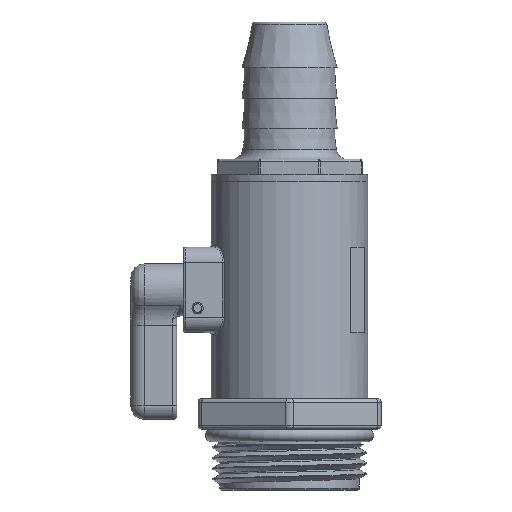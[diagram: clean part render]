
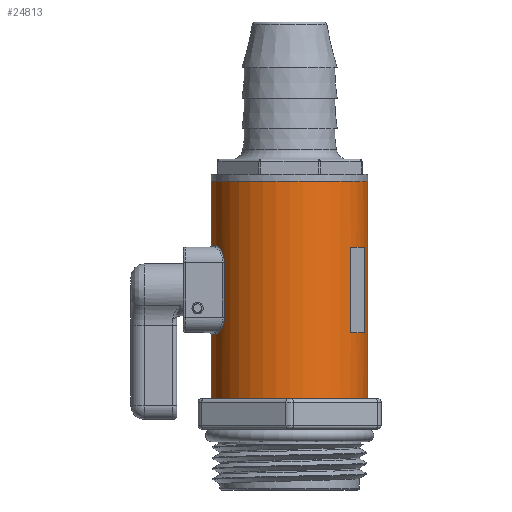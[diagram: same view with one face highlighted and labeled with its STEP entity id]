
A CAD part, left-side view. The second image highlights one B-rep face of the part: STEP entity #24813.
In plain terms, the highlighted cylindrical face has radius 16.32 mm (diameter 32.639 mm), a full revolution.
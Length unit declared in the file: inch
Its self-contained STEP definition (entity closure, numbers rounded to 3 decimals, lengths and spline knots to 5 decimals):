
#313=FACE_BOUND('',#8449,.T.);
#314=FACE_BOUND('',#8450,.T.);
#315=FACE_BOUND('',#8451,.T.);
#1851=LINE('',#36500,#4295);
#1853=LINE('',#36602,#4297);
#1862=LINE('',#36670,#4306);
#1863=LINE('',#36676,#4307);
#1864=LINE('',#36679,#4308);
#1865=LINE('',#36684,#4309);
#1866=LINE('',#36687,#4310);
#4295=VECTOR('',#29102,0.3937);
#4297=VECTOR('',#29120,0.3937);
#4306=VECTOR('',#29147,0.6425);
#4307=VECTOR('',#29152,0.3937);
#4308=VECTOR('',#29155,0.3937);
#4309=VECTOR('',#29158,0.3937);
#4310=VECTOR('',#29161,0.3937);
#6730=CYLINDRICAL_SURFACE('',#26672,0.6425);
#6873=FACE_OUTER_BOUND('',#8448,.T.);
#8448=EDGE_LOOP('',(#17598,#17599,#17600,#17601));
#8449=EDGE_LOOP('',(#17602,#17603,#17604,#17605));
#8450=EDGE_LOOP('',(#17606,#17607,#17608,#17609));
#8451=EDGE_LOOP('',(#17610,#17611,#17612,#17613,#17614,#17615,#17616,#17617));
#10301=B_SPLINE_CURVE_WITH_KNOTS('',3,(#36490,#36491,#36492,#36493,#36494,
#36495),.UNSPECIFIED.,.F.,.F.,(4,1,1,4),(0.,0.25202,0.37803,
0.58805),.UNSPECIFIED.);
#10303=B_SPLINE_CURVE_WITH_KNOTS('',3,(#36541,#36542,#36543,#36544,#36545,
#36546),.UNSPECIFIED.,.F.,.F.,(4,1,1,4),(0.,0.25201,0.42002,
0.58803),.UNSPECIFIED.);
#10305=B_SPLINE_CURVE_WITH_KNOTS('',3,(#36592,#36593,#36594,#36595,#36596,
#36597),.UNSPECIFIED.,.F.,.F.,(4,1,1,4),(0.,0.16801,0.33603,
0.58805),.UNSPECIFIED.);
#10307=B_SPLINE_CURVE_WITH_KNOTS('',3,(#36640,#36641,#36642,#36643,#36644,
#36645),.UNSPECIFIED.,.F.,.F.,(4,1,1,4),(0.,0.25202,
0.42003,0.58805),.UNSPECIFIED.);
#10579=CIRCLE('',#26653,0.6425);
#10584=CIRCLE('',#26660,0.6425);
#10591=CIRCLE('',#26673,0.6425);
#10592=CIRCLE('',#26674,0.6425);
#10593=CIRCLE('',#26675,0.6425);
#10594=CIRCLE('',#26676,0.6425);
#10595=CIRCLE('',#26677,0.6425);
#10596=CIRCLE('',#26678,0.6425);
#11490=VERTEX_POINT('',#36443);
#11493=VERTEX_POINT('',#36448);
#11495=VERTEX_POINT('',#36488);
#11497=VERTEX_POINT('',#36498);
#11499=VERTEX_POINT('',#36539);
#11501=VERTEX_POINT('',#36549);
#11503=VERTEX_POINT('',#36590);
#11505=VERTEX_POINT('',#36600);
#11512=VERTEX_POINT('',#36667);
#11513=VERTEX_POINT('',#36669);
#11514=VERTEX_POINT('',#36672);
#11515=VERTEX_POINT('',#36673);
#11516=VERTEX_POINT('',#36675);
#11517=VERTEX_POINT('',#36677);
#11518=VERTEX_POINT('',#36680);
#11519=VERTEX_POINT('',#36681);
#11520=VERTEX_POINT('',#36683);
#11521=VERTEX_POINT('',#36685);
#13879=EDGE_CURVE('',#11493,#11490,#10579,.T.);
#13882=EDGE_CURVE('',#11495,#11493,#10301,.T.);
#13884=EDGE_CURVE('',#11497,#11495,#1851,.T.);
#13888=EDGE_CURVE('',#11499,#11497,#10303,.T.);
#13890=EDGE_CURVE('',#11501,#11499,#10584,.T.);
#13894=EDGE_CURVE('',#11503,#11501,#10305,.T.);
#13896=EDGE_CURVE('',#11505,#11503,#1853,.T.);
#13899=EDGE_CURVE('',#11490,#11505,#10307,.T.);
#13910=EDGE_CURVE('',#11512,#11512,#10591,.T.);
#13911=EDGE_CURVE('',#11512,#11513,#1862,.T.);
#13912=EDGE_CURVE('',#11513,#11513,#10592,.T.);
#13913=EDGE_CURVE('',#11514,#11515,#10593,.T.);
#13914=EDGE_CURVE('',#11515,#11516,#1863,.T.);
#13915=EDGE_CURVE('',#11516,#11517,#10594,.T.);
#13916=EDGE_CURVE('',#11517,#11514,#1864,.T.);
#13917=EDGE_CURVE('',#11518,#11519,#10595,.T.);
#13918=EDGE_CURVE('',#11519,#11520,#1865,.T.);
#13919=EDGE_CURVE('',#11520,#11521,#10596,.T.);
#13920=EDGE_CURVE('',#11521,#11518,#1866,.T.);
#17598=ORIENTED_EDGE('',*,*,#13910,.T.);
#17599=ORIENTED_EDGE('',*,*,#13911,.T.);
#17600=ORIENTED_EDGE('',*,*,#13912,.T.);
#17601=ORIENTED_EDGE('',*,*,#13911,.F.);
#17602=ORIENTED_EDGE('',*,*,#13913,.T.);
#17603=ORIENTED_EDGE('',*,*,#13914,.T.);
#17604=ORIENTED_EDGE('',*,*,#13915,.T.);
#17605=ORIENTED_EDGE('',*,*,#13916,.T.);
#17606=ORIENTED_EDGE('',*,*,#13917,.T.);
#17607=ORIENTED_EDGE('',*,*,#13918,.T.);
#17608=ORIENTED_EDGE('',*,*,#13919,.T.);
#17609=ORIENTED_EDGE('',*,*,#13920,.T.);
#17610=ORIENTED_EDGE('',*,*,#13879,.F.);
#17611=ORIENTED_EDGE('',*,*,#13882,.F.);
#17612=ORIENTED_EDGE('',*,*,#13884,.F.);
#17613=ORIENTED_EDGE('',*,*,#13888,.F.);
#17614=ORIENTED_EDGE('',*,*,#13890,.F.);
#17615=ORIENTED_EDGE('',*,*,#13894,.F.);
#17616=ORIENTED_EDGE('',*,*,#13896,.F.);
#17617=ORIENTED_EDGE('',*,*,#13899,.F.);
#24813=ADVANCED_FACE('',(#6873,#313,#314,#315),#6730,.T.);
#26653=AXIS2_PLACEMENT_3D('',#36450,#29094,#29095);
#26660=AXIS2_PLACEMENT_3D('',#36551,#29110,#29111);
#26672=AXIS2_PLACEMENT_3D('',#36666,#29143,#29144);
#26673=AXIS2_PLACEMENT_3D('',#36668,#29145,#29146);
#26674=AXIS2_PLACEMENT_3D('',#36671,#29148,#29149);
#26675=AXIS2_PLACEMENT_3D('',#36674,#29150,#29151);
#26676=AXIS2_PLACEMENT_3D('',#36678,#29153,#29154);
#26677=AXIS2_PLACEMENT_3D('',#36682,#29156,#29157);
#26678=AXIS2_PLACEMENT_3D('',#36686,#29159,#29160);
#29094=DIRECTION('center_axis',(0.,0.,-1.));
#29095=DIRECTION('ref_axis',(0.,1.,0.));
#29102=DIRECTION('',(0.,0.,1.));
#29110=DIRECTION('center_axis',(0.,0.,1.));
#29111=DIRECTION('ref_axis',(0.,1.,0.));
#29120=DIRECTION('',(0.,0.,-1.));
#29143=DIRECTION('center_axis',(0.,0.,1.));
#29144=DIRECTION('ref_axis',(-1.,0.,0.));
#29145=DIRECTION('center_axis',(0.,0.,-1.));
#29146=DIRECTION('ref_axis',(-1.,0.,0.));
#29147=DIRECTION('',(0.,0.,-1.));
#29148=DIRECTION('center_axis',(0.,0.,1.));
#29149=DIRECTION('ref_axis',(-1.,0.,0.));
#29150=DIRECTION('center_axis',(0.,0.,-1.));
#29151=DIRECTION('ref_axis',(-1.,0.,0.));
#29152=DIRECTION('',(0.,0.,1.));
#29153=DIRECTION('center_axis',(0.,0.,1.));
#29154=DIRECTION('ref_axis',(-1.,0.,0.));
#29155=DIRECTION('',(0.,0.,-1.));
#29156=DIRECTION('center_axis',(0.,0.,-1.));
#29157=DIRECTION('ref_axis',(-1.,0.,0.));
#29158=DIRECTION('',(0.,0.,1.));
#29159=DIRECTION('center_axis',(0.,0.,1.));
#29160=DIRECTION('ref_axis',(-1.,0.,0.));
#29161=DIRECTION('',(0.,0.,-1.));
#36443=CARTESIAN_POINT('',(0.21987,0.60371,0.365));
#36448=CARTESIAN_POINT('',(-0.21987,0.60371,0.365));
#36450=CARTESIAN_POINT('Origin',(0.,0.,0.365));
#36488=CARTESIAN_POINT('',(-0.35667,0.53441,0.225));
#36490=CARTESIAN_POINT('Ctrl Pts',(-0.35667,0.53441,
0.225));
#36491=CARTESIAN_POINT('Ctrl Pts',(-0.35667,0.53441,
0.25807));
#36492=CARTESIAN_POINT('Ctrl Pts',(-0.33843,0.54699,
0.30634));
#36493=CARTESIAN_POINT('Ctrl Pts',(-0.28468,0.57703,
0.35315));
#36494=CARTESIAN_POINT('Ctrl Pts',(-0.24517,0.59449,
0.365));
#36495=CARTESIAN_POINT('Ctrl Pts',(-0.21987,0.60371,
0.365));
#36498=CARTESIAN_POINT('',(-0.35667,0.53441,-0.225));
#36500=CARTESIAN_POINT('',(-0.35667,0.53441,0.));
#36539=CARTESIAN_POINT('',(-0.21987,0.60371,-0.365));
#36541=CARTESIAN_POINT('Ctrl Pts',(-0.21987,0.60371,
-0.365));
#36542=CARTESIAN_POINT('Ctrl Pts',(-0.25023,0.59265,
-0.365));
#36543=CARTESIAN_POINT('Ctrl Pts',(-0.29907,0.57006,
-0.3476));
#36544=CARTESIAN_POINT('Ctrl Pts',(-0.34584,0.5418,
-0.29106));
#36545=CARTESIAN_POINT('Ctrl Pts',(-0.35667,0.53441,
-0.24705));
#36546=CARTESIAN_POINT('Ctrl Pts',(-0.35667,0.53441,
-0.225));
#36549=CARTESIAN_POINT('',(0.21987,0.60371,-0.365));
#36551=CARTESIAN_POINT('Origin',(0.,0.,-0.365));
#36590=CARTESIAN_POINT('',(0.35667,0.53441,-0.225));
#36592=CARTESIAN_POINT('Ctrl Pts',(0.35667,0.53441,
-0.225));
#36593=CARTESIAN_POINT('Ctrl Pts',(0.35667,0.53441,
-0.24705));
#36594=CARTESIAN_POINT('Ctrl Pts',(0.34591,0.54174,
-0.29085));
#36595=CARTESIAN_POINT('Ctrl Pts',(0.29931,0.56995,
-0.34756));
#36596=CARTESIAN_POINT('Ctrl Pts',(0.25023,0.59265,-0.365));
#36597=CARTESIAN_POINT('Ctrl Pts',(0.21987,0.60371,
-0.365));
#36600=CARTESIAN_POINT('',(0.35667,0.53441,0.225));
#36602=CARTESIAN_POINT('',(0.35667,0.53441,0.));
#36640=CARTESIAN_POINT('Ctrl Pts',(0.21987,0.60371,
0.365));
#36641=CARTESIAN_POINT('Ctrl Pts',(0.25023,0.59265,0.365));
#36642=CARTESIAN_POINT('Ctrl Pts',(0.29931,0.56995,
0.34756));
#36643=CARTESIAN_POINT('Ctrl Pts',(0.34591,0.54174,
0.29085));
#36644=CARTESIAN_POINT('Ctrl Pts',(0.35667,0.53441,
0.24705));
#36645=CARTESIAN_POINT('Ctrl Pts',(0.35667,0.53441,
0.225));
#36666=CARTESIAN_POINT('Origin',(0.,0.,0.));
#36667=CARTESIAN_POINT('',(0.6425,0.,0.891));
#36668=CARTESIAN_POINT('Origin',(0.,0.,0.891));
#36669=CARTESIAN_POINT('',(0.6425,0.,-0.891));
#36670=CARTESIAN_POINT('',(0.6425,0.,0.));
#36671=CARTESIAN_POINT('Origin',(0.,0.,-0.891));
#36672=CARTESIAN_POINT('',(0.4,-0.5028,-0.35));
#36673=CARTESIAN_POINT('',(0.20024,-0.6105,-0.35));
#36674=CARTESIAN_POINT('Origin',(0.,0.,-0.35));
#36675=CARTESIAN_POINT('',(0.20024,-0.6105,0.35));
#36676=CARTESIAN_POINT('',(0.20024,-0.6105,0.));
#36677=CARTESIAN_POINT('',(0.4,-0.5028,0.35));
#36678=CARTESIAN_POINT('Origin',(0.,0.,0.35));
#36679=CARTESIAN_POINT('',(0.4,-0.5028,0.));
#36680=CARTESIAN_POINT('',(-0.20024,-0.6105,-0.35));
#36681=CARTESIAN_POINT('',(-0.4,-0.5028,-0.35));
#36682=CARTESIAN_POINT('Origin',(0.,0.,-0.35));
#36683=CARTESIAN_POINT('',(-0.4,-0.5028,0.35));
#36684=CARTESIAN_POINT('',(-0.4,-0.5028,0.));
#36685=CARTESIAN_POINT('',(-0.20024,-0.6105,0.35));
#36686=CARTESIAN_POINT('Origin',(0.,0.,0.35));
#36687=CARTESIAN_POINT('',(-0.20024,-0.6105,0.));
